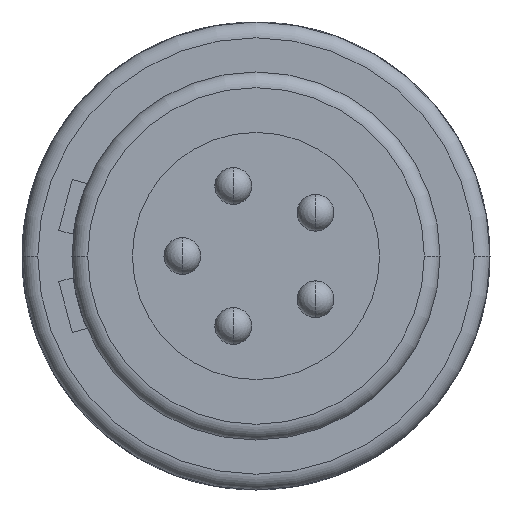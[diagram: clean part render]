
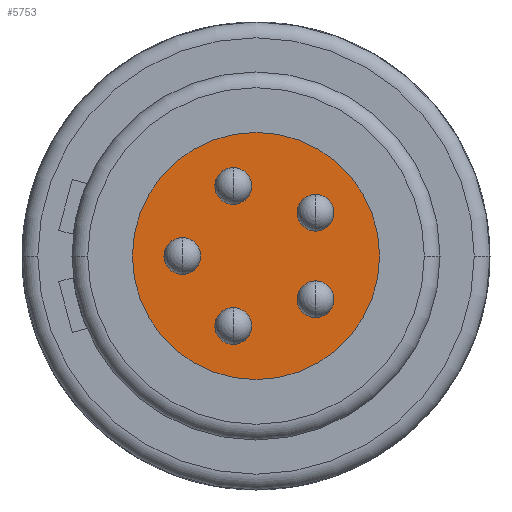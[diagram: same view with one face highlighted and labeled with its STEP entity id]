
A CAD part, left-side view. The second image highlights one B-rep face of the part: STEP entity #5753.
In plain terms, the highlighted planar face has unit normal (-1, 0, 0).
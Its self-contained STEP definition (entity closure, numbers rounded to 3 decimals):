
#2335=CARTESIAN_POINT('',(-2.4,0.,0.));
#2336=DIRECTION('',(-1.,0.,0.));
#2337=DIRECTION('',(0.,1.,0.));
#2338=AXIS2_PLACEMENT_3D('',#2335,#2336,#2337);
#2500=CARTESIAN_POINT('',(-2.4,0.,0.));
#2501=DIRECTION('',(-1.,0.,0.));
#2502=DIRECTION('',(0.,-1.,0.));
#2503=AXIS2_PLACEMENT_3D('',#2500,#2501,#2502);
#2510=CARTESIAN_POINT('',(-2.4,1.4,0.));
#2511=DIRECTION('',(-1.,0.,0.));
#2512=DIRECTION('',(0.,0.,1.));
#2513=AXIS2_PLACEMENT_3D('',#2510,#2511,#2512);
#2515=CARTESIAN_POINT('',(-2.4,1.4,0.));
#2516=DIRECTION('',(-1.,0.,0.));
#2517=DIRECTION('',(0.,0.,-1.));
#2518=AXIS2_PLACEMENT_3D('',#2515,#2516,#2517);
#2520=CARTESIAN_POINT('',(-2.4,0.433,1.331));
#2521=DIRECTION('',(-1.,0.,0.));
#2522=DIRECTION('',(0.,0.,1.));
#2523=AXIS2_PLACEMENT_3D('',#2520,#2521,#2522);
#2525=CARTESIAN_POINT('',(-2.4,0.433,1.331));
#2526=DIRECTION('',(-1.,0.,0.));
#2527=DIRECTION('',(0.,0.,-1.));
#2528=AXIS2_PLACEMENT_3D('',#2525,#2526,#2527);
#2530=CARTESIAN_POINT('',(-2.4,-1.133,-0.823));
#2531=DIRECTION('',(-1.,0.,0.));
#2532=DIRECTION('',(0.,0.,1.));
#2533=AXIS2_PLACEMENT_3D('',#2530,#2531,#2532);
#2535=CARTESIAN_POINT('',(-2.4,-1.133,-0.823));
#2536=DIRECTION('',(-1.,0.,0.));
#2537=DIRECTION('',(0.,0.,-1.));
#2538=AXIS2_PLACEMENT_3D('',#2535,#2536,#2537);
#2540=CARTESIAN_POINT('',(-2.4,0.433,-1.331));
#2541=DIRECTION('',(-1.,0.,0.));
#2542=DIRECTION('',(0.,0.,1.));
#2543=AXIS2_PLACEMENT_3D('',#2540,#2541,#2542);
#2545=CARTESIAN_POINT('',(-2.4,0.433,-1.331));
#2546=DIRECTION('',(-1.,0.,0.));
#2547=DIRECTION('',(0.,0.,-1.));
#2548=AXIS2_PLACEMENT_3D('',#2545,#2546,#2547);
#2550=CARTESIAN_POINT('',(-2.4,-1.133,0.823));
#2551=DIRECTION('',(-1.,0.,0.));
#2552=DIRECTION('',(0.,0.,1.));
#2553=AXIS2_PLACEMENT_3D('',#2550,#2551,#2552);
#2555=CARTESIAN_POINT('',(-2.4,-1.133,0.823));
#2556=DIRECTION('',(-1.,0.,0.));
#2557=DIRECTION('',(0.,0.,-1.));
#2558=AXIS2_PLACEMENT_3D('',#2555,#2556,#2557);
#3781=CARTESIAN_POINT('',(-2.4,-2.35,0.));
#3782=CARTESIAN_POINT('',(-2.4,2.35,0.));
#3783=VERTEX_POINT('',#3781);
#3784=VERTEX_POINT('',#3782);
#3929=CARTESIAN_POINT('',(-2.4,1.4,0.35));
#3930=CARTESIAN_POINT('',(-2.4,1.4,-0.35));
#3931=VERTEX_POINT('',#3929);
#3932=VERTEX_POINT('',#3930);
#3933=CARTESIAN_POINT('',(-2.4,0.433,1.681));
#3934=CARTESIAN_POINT('',(-2.4,0.433,0.981));
#3935=VERTEX_POINT('',#3933);
#3936=VERTEX_POINT('',#3934);
#3937=CARTESIAN_POINT('',(-2.4,-1.133,-0.473));
#3938=CARTESIAN_POINT('',(-2.4,-1.133,-1.173));
#3939=VERTEX_POINT('',#3937);
#3940=VERTEX_POINT('',#3938);
#3941=CARTESIAN_POINT('',(-2.4,0.433,-0.981));
#3942=CARTESIAN_POINT('',(-2.4,0.433,-1.681));
#3943=VERTEX_POINT('',#3941);
#3944=VERTEX_POINT('',#3942);
#3945=CARTESIAN_POINT('',(-2.4,-1.133,1.173));
#3946=CARTESIAN_POINT('',(-2.4,-1.133,0.473));
#3947=VERTEX_POINT('',#3945);
#3948=VERTEX_POINT('',#3946);
#5714=CARTESIAN_POINT('',(-2.4,0.,0.));
#5715=DIRECTION('',(1.,0.,0.));
#5716=DIRECTION('',(0.,0.,-1.));
#5717=AXIS2_PLACEMENT_3D('',#5714,#5715,#5716);
#5718=PLANE('',#5717);
#5719=ORIENTED_EDGE('',*,*,#5705,.F.);
#5720=ORIENTED_EDGE('',*,*,#5558,.F.);
#5721=EDGE_LOOP('',(#5719,#5720));
#5722=FACE_OUTER_BOUND('',#5721,.F.);
#5724=ORIENTED_EDGE('',*,*,#5723,.T.);
#5726=ORIENTED_EDGE('',*,*,#5725,.T.);
#5727=EDGE_LOOP('',(#5724,#5726));
#5728=FACE_BOUND('',#5727,.F.);
#5730=ORIENTED_EDGE('',*,*,#5729,.T.);
#5732=ORIENTED_EDGE('',*,*,#5731,.T.);
#5733=EDGE_LOOP('',(#5730,#5732));
#5734=FACE_BOUND('',#5733,.F.);
#5736=ORIENTED_EDGE('',*,*,#5735,.T.);
#5738=ORIENTED_EDGE('',*,*,#5737,.T.);
#5739=EDGE_LOOP('',(#5736,#5738));
#5740=FACE_BOUND('',#5739,.F.);
#5742=ORIENTED_EDGE('',*,*,#5741,.T.);
#5744=ORIENTED_EDGE('',*,*,#5743,.T.);
#5745=EDGE_LOOP('',(#5742,#5744));
#5746=FACE_BOUND('',#5745,.F.);
#5748=ORIENTED_EDGE('',*,*,#5747,.T.);
#5750=ORIENTED_EDGE('',*,*,#5749,.T.);
#5751=EDGE_LOOP('',(#5748,#5750));
#5752=FACE_BOUND('',#5751,.F.);
#5753=ADVANCED_FACE('',(#5722,#5728,#5734,#5740,#5746,#5752),#5718,.F.);
#2339=CIRCLE('',#2338,2.35);
#2504=CIRCLE('',#2503,2.35);
#2514=CIRCLE('',#2513,0.35);
#2519=CIRCLE('',#2518,0.35);
#2524=CIRCLE('',#2523,0.35);
#2529=CIRCLE('',#2528,0.35);
#2534=CIRCLE('',#2533,0.35);
#2539=CIRCLE('',#2538,0.35);
#2544=CIRCLE('',#2543,0.35);
#2549=CIRCLE('',#2548,0.35);
#2554=CIRCLE('',#2553,0.35);
#2559=CIRCLE('',#2558,0.35);
#5558=EDGE_CURVE('',#3784,#3783,#2339,.T.);
#5705=EDGE_CURVE('',#3783,#3784,#2504,.T.);
#5723=EDGE_CURVE('',#3931,#3932,#2514,.T.);
#5725=EDGE_CURVE('',#3932,#3931,#2519,.T.);
#5729=EDGE_CURVE('',#3935,#3936,#2524,.T.);
#5731=EDGE_CURVE('',#3936,#3935,#2529,.T.);
#5735=EDGE_CURVE('',#3939,#3940,#2534,.T.);
#5737=EDGE_CURVE('',#3940,#3939,#2539,.T.);
#5741=EDGE_CURVE('',#3943,#3944,#2544,.T.);
#5743=EDGE_CURVE('',#3944,#3943,#2549,.T.);
#5747=EDGE_CURVE('',#3947,#3948,#2554,.T.);
#5749=EDGE_CURVE('',#3948,#3947,#2559,.T.);
